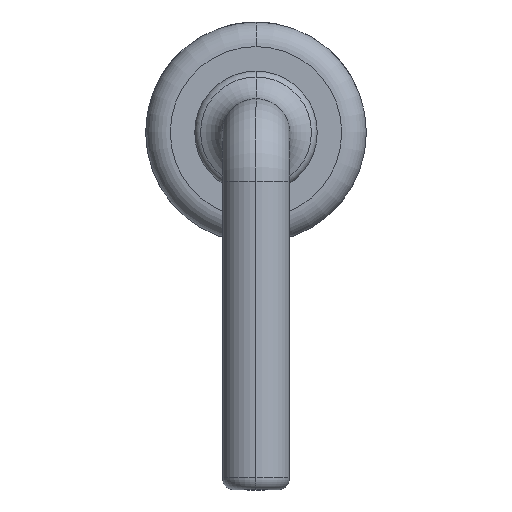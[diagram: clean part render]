
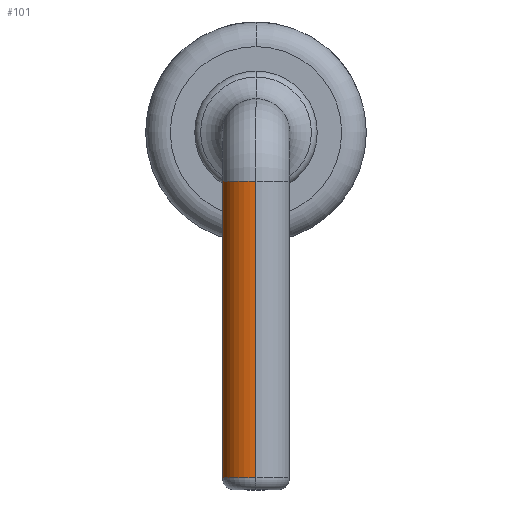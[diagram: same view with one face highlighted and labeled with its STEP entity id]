
A CAD part, left-side view. The second image highlights one B-rep face of the part: STEP entity #101.
In plain terms, the highlighted cylindrical face has radius 0.275 mm (diameter 0.55 mm), a partial arc.
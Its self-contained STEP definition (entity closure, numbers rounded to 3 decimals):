
#101 = ADVANCED_FACE ( 'NONE', ( #3195 ), #4734, .T. ) ;
#227 = DIRECTION ( 'NONE',  ( 1., 0., 0. ) ) ;
#308 = VECTOR ( 'NONE', #650, 1000. ) ;
#566 = CARTESIAN_POINT ( 'NONE',  ( -4.085, 0., -1.9 ) ) ;
#650 = DIRECTION ( 'NONE',  ( 0., 0., -1. ) ) ;
#1357 = EDGE_LOOP ( 'NONE', ( #4178, #4134, #4961, #4892 ) ) ;
#1711 = AXIS2_PLACEMENT_3D ( 'NONE', #2578, #3948, #227 ) ;
#1938 = CARTESIAN_POINT ( 'NONE',  ( -3.535, 0., -1.9 ) ) ;
#2023 = DIRECTION ( 'NONE',  ( 0., 0., 1. ) ) ;
#2220 = LINE ( 'NONE', #4302, #5709 ) ;
#2578 = CARTESIAN_POINT ( 'NONE',  ( -3.81, 0., -1.9 ) ) ;
#2648 = LINE ( 'NONE', #4554, #308 ) ;
#2783 = VERTEX_POINT ( 'NONE', #1938 ) ;
#2863 = EDGE_CURVE ( 'NONE', #3044, #4986, #3453, .T. ) ;
#2956 = EDGE_CURVE ( 'NONE', #4986, #5430, #2648, .T. ) ;
#3044 = VERTEX_POINT ( 'NONE', #3603 ) ;
#3073 = DIRECTION ( 'NONE',  ( 1., 0., 0. ) ) ;
#3195 = FACE_OUTER_BOUND ( 'NONE', #1357, .T. ) ;
#3453 = CIRCLE ( 'NONE', #5688, 0.275 ) ;
#3603 = CARTESIAN_POINT ( 'NONE',  ( -3.535, 0., 0.52 ) ) ;
#3948 = DIRECTION ( 'NONE',  ( 0., 0., 1. ) ) ;
#3986 = AXIS2_PLACEMENT_3D ( 'NONE', #4208, #5716, #5121 ) ;
#4134 = ORIENTED_EDGE ( 'NONE', *, *, #4951, .T. ) ;
#4178 = ORIENTED_EDGE ( 'NONE', *, *, #2863, .F. ) ;
#4208 = CARTESIAN_POINT ( 'NONE',  ( -3.81, 0., 0.52 ) ) ;
#4269 = DIRECTION ( 'NONE',  ( 0., 0., -1. ) ) ;
#4302 = CARTESIAN_POINT ( 'NONE',  ( -3.535, 0., 0.52 ) ) ;
#4398 = CIRCLE ( 'NONE', #1711, 0.275 ) ;
#4554 = CARTESIAN_POINT ( 'NONE',  ( -4.085, 0., 0.52 ) ) ;
#4734 = CYLINDRICAL_SURFACE ( 'NONE', #3986, 0.275 ) ;
#4770 = CARTESIAN_POINT ( 'NONE',  ( -3.81, 0., 0.52 ) ) ;
#4892 = ORIENTED_EDGE ( 'NONE', *, *, #2956, .F. ) ;
#4951 = EDGE_CURVE ( 'NONE', #3044, #2783, #2220, .T. ) ;
#4961 = ORIENTED_EDGE ( 'NONE', *, *, #5995, .T. ) ;
#4986 = VERTEX_POINT ( 'NONE', #5748 ) ;
#5121 = DIRECTION ( 'NONE',  ( -1., 0., 0. ) ) ;
#5430 = VERTEX_POINT ( 'NONE', #566 ) ;
#5688 = AXIS2_PLACEMENT_3D ( 'NONE', #4770, #2023, #3073 ) ;
#5709 = VECTOR ( 'NONE', #4269, 1000. ) ;
#5716 = DIRECTION ( 'NONE',  ( 0., 0., -1. ) ) ;
#5748 = CARTESIAN_POINT ( 'NONE',  ( -4.085, 0., 0.52 ) ) ;
#5995 = EDGE_CURVE ( 'NONE', #2783, #5430, #4398, .T. ) ;
